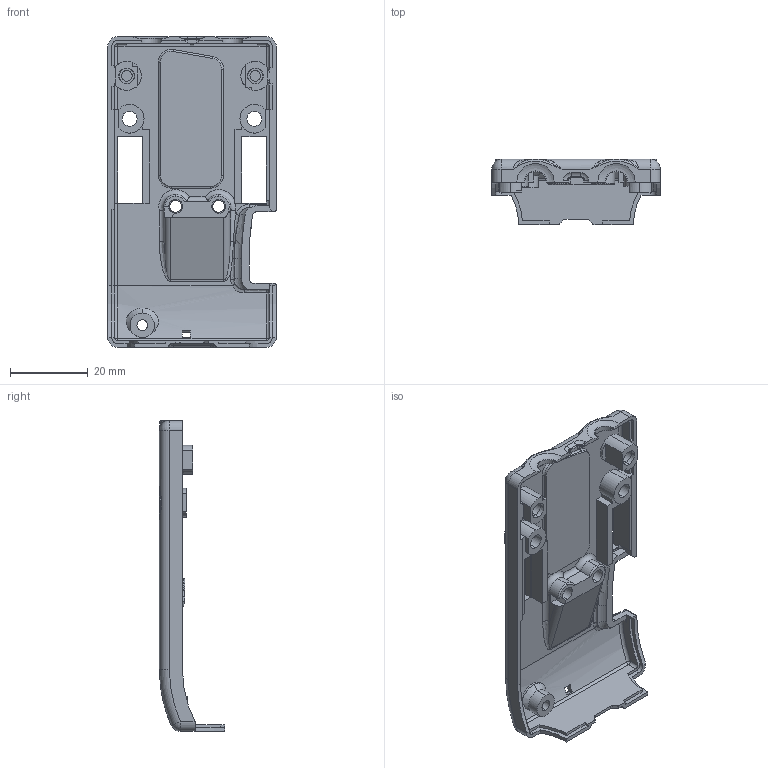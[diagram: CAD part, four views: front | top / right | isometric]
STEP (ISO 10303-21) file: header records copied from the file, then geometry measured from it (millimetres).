
FILE_DESCRIPTION (( 'STEP AP203' ), '1' );
FILE_NAME ('7146_Tympan_Rev-F_Top_Case_Belt_Mount.STEP', '2024-09-16T18:11:22', ( '' ), ( '' ), 'SwSTEP 2.0', 'SolidWorks 2023', '' );
FILE_SCHEMA (( 'CONFIG_CONTROL_DESIGN' ));
Length unit declared in the file: inch
Products named in the file (1): 7146_Tympan_Rev-F_Top_Case_Belt_Mount
Bounding box: 43.24 x 16.71 x 79.8 mm (x, y, z)
Volume: 9417.6 mm3; surface area: 10683 mm2
Topology: 1 solids, 1 shells, 579 faces, 1516 edges, 946 vertices
Faces by surface type: plane 287, cylinder 153, bspline 69, torus 45, cone 17, sphere 8
Entity records: 21218 total; most frequent: CARTESIAN_POINT 7378, ORIENTED_EDGE 3008, DIRECTION 2694, EDGE_CURVE 1504, VERTEX_POINT 946, AXIS2_PLACEMENT_3D 899, LINE 896, VECTOR 896
